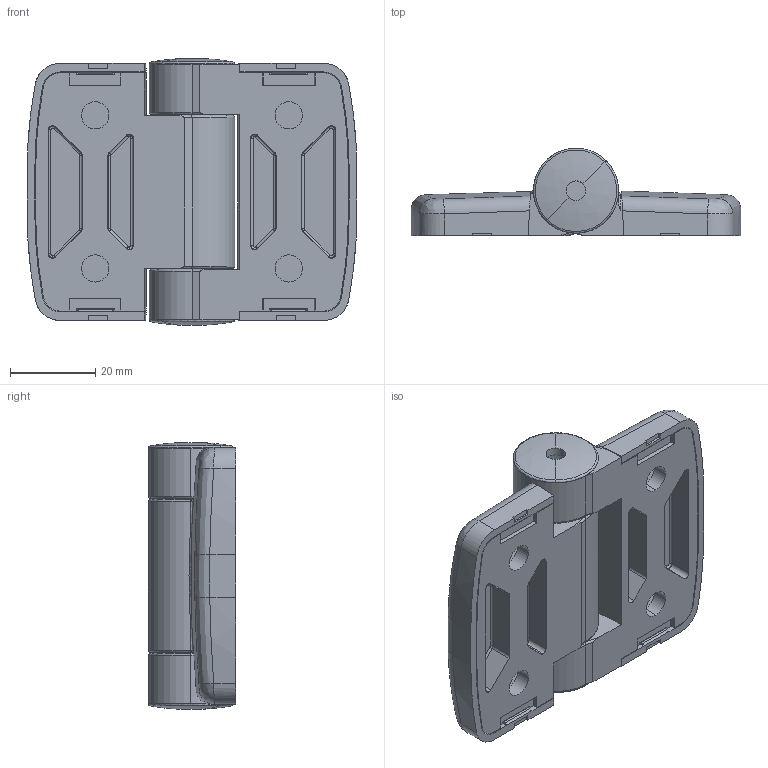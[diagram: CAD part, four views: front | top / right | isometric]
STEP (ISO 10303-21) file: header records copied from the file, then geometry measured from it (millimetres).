
FILE_DESCRIPTION (( 'STEP AP214' ), '1' );
FILE_NAME ('095sf4040a00.STEP', '2014-10-01T09:33:43', ( 'Not-Admin' ), ( 'Hewlett-Packard Company' ), 'SwSTEP 2.0', 'SolidWorks 2014', '' );
FILE_SCHEMA (( 'AUTOMOTIVE_DESIGN' ));
Length unit declared in the file: millimetre
Products named in the file (1): 095sf4040a00
Bounding box: 77.5 x 20.5 x 62.76 mm (x, y, z)
Volume: 42739.6 mm3; surface area: 36246.5 mm2
Topology: 9 solids, 9 shells, 679 faces, 1694 edges, 1042 vertices
Faces by surface type: plane 234, cylinder 200, bspline 177, cone 68
Entity records: 31385 total; most frequent: CARTESIAN_POINT 8567, ORIENTED_EDGE 3368, DIRECTION 2990, EDGE_CURVE 1684, AXIS2_PLACEMENT_3D 1079, VERTEX_POINT 1042, VECTOR 832, LINE 832
